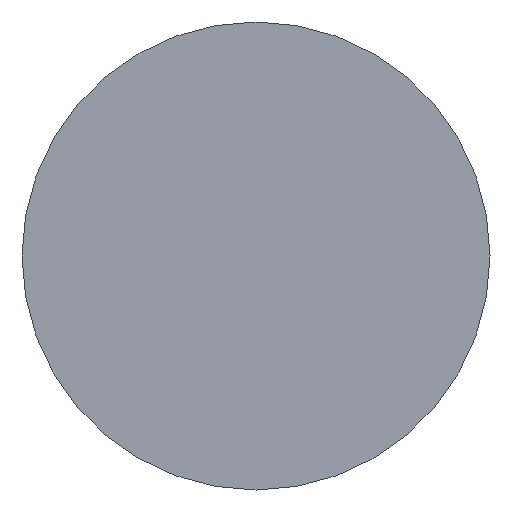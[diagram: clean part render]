
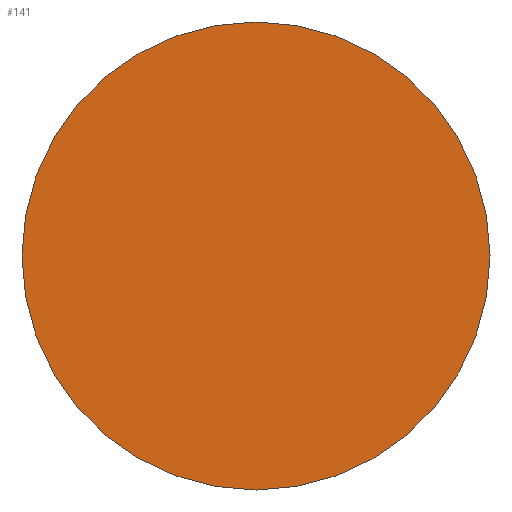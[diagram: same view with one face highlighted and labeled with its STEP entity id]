
A CAD part, front view. The second image highlights one B-rep face of the part: STEP entity #141.
In plain terms, the highlighted planar face has unit normal (0, -1, 0).
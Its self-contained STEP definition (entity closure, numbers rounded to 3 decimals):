
#38 = CARTESIAN_POINT ( 'NONE',  ( 30.63, -3.6, -19.5 ) ) ;
#56 = FACE_OUTER_BOUND ( 'NONE', #167, .T. ) ;
#66 = DIRECTION ( 'NONE',  ( 0., 1., 0. ) ) ;
#69 = ORIENTED_EDGE ( 'NONE', *, *, #252, .F. ) ;
#70 = VERTEX_POINT ( 'NONE', #159 ) ;
#133 = AXIS2_PLACEMENT_3D ( 'NONE', #38, #66, #168 ) ;
#134 = DIRECTION ( 'NONE',  ( 0., 1., 0. ) ) ;
#139 = CIRCLE ( 'NONE', #133, 19.5 ) ;
#141 = ADVANCED_FACE ( 'NONE', ( #56 ), #161, .F. ) ;
#159 = CARTESIAN_POINT ( 'NONE',  ( 30.63, -3.6, -39. ) ) ;
#161 = PLANE ( 'NONE',  #298 ) ;
#167 = EDGE_LOOP ( 'NONE', ( #69, #205 ) ) ;
#168 = DIRECTION ( 'NONE',  ( 0., 0., 1. ) ) ;
#170 = VERTEX_POINT ( 'NONE', #208 ) ;
#205 = ORIENTED_EDGE ( 'NONE', *, *, #234, .F. ) ;
#208 = CARTESIAN_POINT ( 'NONE',  ( 30.63, -3.6, 0. ) ) ;
#211 = CIRCLE ( 'NONE', #223, 19.5 ) ;
#223 = AXIS2_PLACEMENT_3D ( 'NONE', #278, #301, #266 ) ;
#234 = EDGE_CURVE ( 'NONE', #170, #70, #139, .T. ) ;
#238 = DIRECTION ( 'NONE',  ( 0., 0., 1. ) ) ;
#252 = EDGE_CURVE ( 'NONE', #70, #170, #211, .T. ) ;
#266 = DIRECTION ( 'NONE',  ( 0., 0., 1. ) ) ;
#271 = CARTESIAN_POINT ( 'NONE',  ( 30.63, -3.6, -19.5 ) ) ;
#278 = CARTESIAN_POINT ( 'NONE',  ( 30.63, -3.6, -19.5 ) ) ;
#298 = AXIS2_PLACEMENT_3D ( 'NONE', #271, #134, #238 ) ;
#301 = DIRECTION ( 'NONE',  ( 0., 1., 0. ) ) ;
